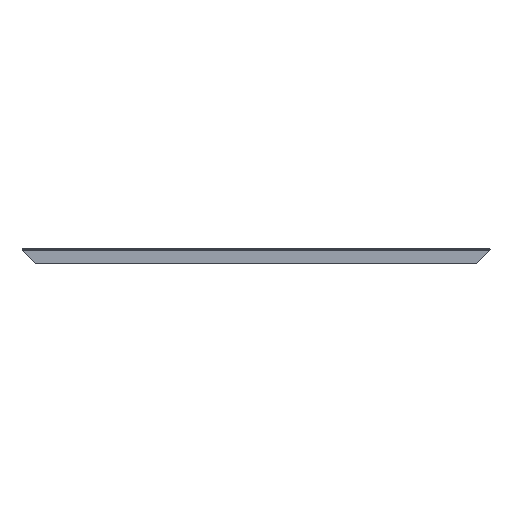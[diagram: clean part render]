
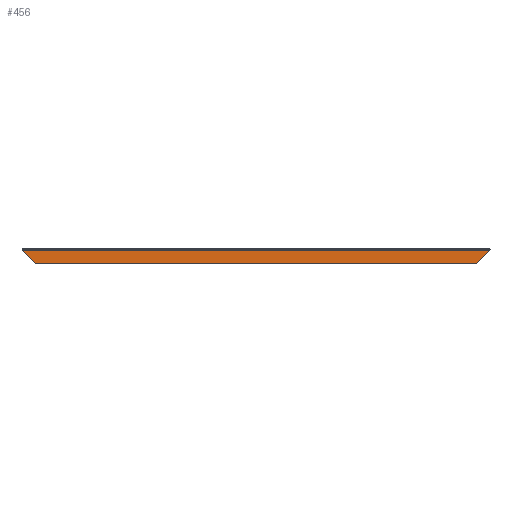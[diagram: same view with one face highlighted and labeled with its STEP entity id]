
A CAD part, front view. The second image highlights one B-rep face of the part: STEP entity #456.
In plain terms, the highlighted planar face has unit normal (0, -1, 0).
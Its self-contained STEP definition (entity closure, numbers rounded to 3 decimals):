
#11 = CARTESIAN_POINT ( 'NONE',  ( 455., 0., -1.937 ) ) ;
#14 = LINE ( 'NONE', #556, #389 ) ;
#16 = DIRECTION ( 'NONE',  ( 1., 0., 0. ) ) ;
#20 = CARTESIAN_POINT ( 'NONE',  ( 0., 0., 0. ) ) ;
#25 = CARTESIAN_POINT ( 'NONE',  ( 455., 0., -1.937 ) ) ;
#48 = EDGE_CURVE ( 'NONE', #430, #218, #700, .T. ) ;
#87 = CARTESIAN_POINT ( 'NONE',  ( 0., 0., -1.937 ) ) ;
#129 = DIRECTION ( 'NONE',  ( 1., 0., 0. ) ) ;
#189 = VERTEX_POINT ( 'NONE', #87 ) ;
#215 = DIRECTION ( 'NONE',  ( 0., 1., 0. ) ) ;
#218 = VERTEX_POINT ( 'NONE', #11 ) ;
#219 = VECTOR ( 'NONE', #427, 1000. ) ;
#244 = ORIENTED_EDGE ( 'NONE', *, *, #489, .F. ) ;
#355 = CARTESIAN_POINT ( 'NONE',  ( 228.468, 0., -228.468 ) ) ;
#370 = EDGE_CURVE ( 'NONE', #676, #430, #14, .T. ) ;
#389 = VECTOR ( 'NONE', #16, 1000. ) ;
#405 = AXIS2_PLACEMENT_3D ( 'NONE', #20, #215, #923 ) ;
#416 = ORIENTED_EDGE ( 'NONE', *, *, #785, .T. ) ;
#427 = DIRECTION ( 'NONE',  ( 0.707, 0., 0.707 ) ) ;
#429 = CARTESIAN_POINT ( 'NONE',  ( -0.968, 0., -0.968 ) ) ;
#430 = VERTEX_POINT ( 'NONE', #999 ) ;
#456 = ADVANCED_FACE ( 'NONE', ( #865 ), #738, .F. ) ;
#489 = EDGE_CURVE ( 'NONE', #189, #218, #584, .T. ) ;
#527 = VECTOR ( 'NONE', #129, 1000. ) ;
#556 = CARTESIAN_POINT ( 'NONE',  ( 0., 0., -15. ) ) ;
#570 = VECTOR ( 'NONE', #958, 1000. ) ;
#584 = LINE ( 'NONE', #25, #527 ) ;
#626 = ORIENTED_EDGE ( 'NONE', *, *, #48, .T. ) ;
#676 = VERTEX_POINT ( 'NONE', #1033 ) ;
#700 = LINE ( 'NONE', #355, #219 ) ;
#738 = PLANE ( 'NONE',  #405 ) ;
#785 = EDGE_CURVE ( 'NONE', #189, #676, #1079, .T. ) ;
#865 = FACE_OUTER_BOUND ( 'NONE', #1002, .T. ) ;
#923 = DIRECTION ( 'NONE',  ( 0., 0., 1. ) ) ;
#958 = DIRECTION ( 'NONE',  ( 0.707, 0., -0.707 ) ) ;
#999 = CARTESIAN_POINT ( 'NONE',  ( 441.937, 0., -15. ) ) ;
#1002 = EDGE_LOOP ( 'NONE', ( #626, #244, #416, #1074 ) ) ;
#1033 = CARTESIAN_POINT ( 'NONE',  ( 13.063, 0., -15. ) ) ;
#1074 = ORIENTED_EDGE ( 'NONE', *, *, #370, .T. ) ;
#1079 = LINE ( 'NONE', #429, #570 ) ;
